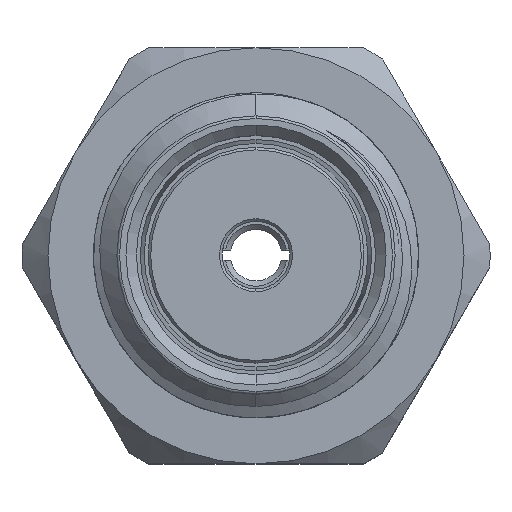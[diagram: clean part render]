
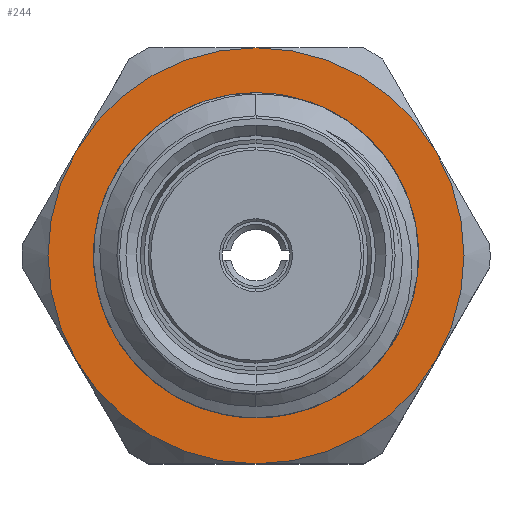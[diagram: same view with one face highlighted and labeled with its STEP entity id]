
A CAD part, top view. The second image highlights one B-rep face of the part: STEP entity #244.
In plain terms, the highlighted planar face has unit normal (0, 0, 1).
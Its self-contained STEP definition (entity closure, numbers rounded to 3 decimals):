
#5 = AXIS2_PLACEMENT_3D ( 'NONE', #2719, #1518, #144 ) ;
#48 = DIRECTION ( 'NONE',  ( 0., 1., 0. ) ) ;
#144 = DIRECTION ( 'NONE',  ( 0., 1., 0. ) ) ;
#213 = DIRECTION ( 'NONE',  ( 0., 1., 0. ) ) ;
#241 = FACE_BOUND ( 'NONE', #2688, .T. ) ;
#244 = ADVANCED_FACE ( 'NONE', ( #241, #2363 ), #1690, .T. ) ;
#309 = CIRCLE ( 'NONE', #2866, 4. ) ;
#418 = CARTESIAN_POINT ( 'NONE',  ( -43.445, 16.364, 13.751 ) ) ;
#443 = EDGE_CURVE ( 'NONE', #1734, #1100, #1324, .T. ) ;
#514 = EDGE_CURVE ( 'NONE', #707, #1652, #676, .T. ) ;
#568 = EDGE_CURVE ( 'NONE', #775, #1734, #3062, .T. ) ;
#597 = CARTESIAN_POINT ( 'NONE',  ( -43.445, 16.364, 13.751 ) ) ;
#637 = CARTESIAN_POINT ( 'NONE',  ( -43.445, 19.264, 13.751 ) ) ;
#638 = ORIENTED_EDGE ( 'NONE', *, *, #2306, .T. ) ;
#676 = CIRCLE ( 'NONE', #2174, 2.9 ) ;
#707 = VERTEX_POINT ( 'NONE', #637 ) ;
#711 = DIRECTION ( 'NONE',  ( 0., 0., 1. ) ) ;
#740 = DIRECTION ( 'NONE',  ( 0., 1., 0. ) ) ;
#775 = VERTEX_POINT ( 'NONE', #1530 ) ;
#945 = DIRECTION ( 'NONE',  ( 0., -1., 0. ) ) ;
#946 = DIRECTION ( 'NONE',  ( 0., 0., -1. ) ) ;
#1031 = ORIENTED_EDGE ( 'NONE', *, *, #1093, .F. ) ;
#1038 = DIRECTION ( 'NONE',  ( 0., 0., -1. ) ) ;
#1093 = EDGE_CURVE ( 'NONE', #2759, #2133, #3060, .T. ) ;
#1100 = VERTEX_POINT ( 'NONE', #3061 ) ;
#1102 = AXIS2_PLACEMENT_3D ( 'NONE', #2761, #1360, #2538 ) ;
#1194 = AXIS2_PLACEMENT_3D ( 'NONE', #3096, #946, #213 ) ;
#1261 = CARTESIAN_POINT ( 'NONE',  ( -39.981, 14.364, 13.751 ) ) ;
#1324 = CIRCLE ( 'NONE', #3078, 4. ) ;
#1354 = DIRECTION ( 'NONE',  ( 0., 0., -1. ) ) ;
#1360 = DIRECTION ( 'NONE',  ( 0., 0., -1. ) ) ;
#1407 = CIRCLE ( 'NONE', #3016, 2.9 ) ;
#1518 = DIRECTION ( 'NONE',  ( 0., 0., -1. ) ) ;
#1519 = DIRECTION ( 'NONE',  ( 0., 0., -1. ) ) ;
#1530 = CARTESIAN_POINT ( 'NONE',  ( -39.981, 18.364, 13.751 ) ) ;
#1553 = DIRECTION ( 'NONE',  ( 0., 0., -1. ) ) ;
#1556 = DIRECTION ( 'NONE',  ( 0., 1., 0. ) ) ;
#1562 = ORIENTED_EDGE ( 'NONE', *, *, #2196, .F. ) ;
#1652 = VERTEX_POINT ( 'NONE', #1920 ) ;
#1690 = PLANE ( 'NONE',  #2724 ) ;
#1734 = VERTEX_POINT ( 'NONE', #1261 ) ;
#1870 = EDGE_CURVE ( 'NONE', #1100, #2839, #2954, .T. ) ;
#1894 = CIRCLE ( 'NONE', #1194, 4. ) ;
#1900 = ORIENTED_EDGE ( 'NONE', *, *, #568, .F. ) ;
#1903 = CARTESIAN_POINT ( 'NONE',  ( -46.909, 14.364, 13.751 ) ) ;
#1920 = CARTESIAN_POINT ( 'NONE',  ( -43.445, 13.464, 13.751 ) ) ;
#1929 = CARTESIAN_POINT ( 'NONE',  ( -43.445, 16.364, 13.751 ) ) ;
#1959 = CARTESIAN_POINT ( 'NONE',  ( -43.445, 16.364, 13.751 ) ) ;
#2048 = EDGE_LOOP ( 'NONE', ( #2901, #1031, #1562, #2066, #2981, #1900 ) ) ;
#2066 = ORIENTED_EDGE ( 'NONE', *, *, #1870, .F. ) ;
#2133 = VERTEX_POINT ( 'NONE', #2881 ) ;
#2174 = AXIS2_PLACEMENT_3D ( 'NONE', #1959, #1519, #2478 ) ;
#2196 = EDGE_CURVE ( 'NONE', #2839, #2759, #1894, .T. ) ;
#2207 = AXIS2_PLACEMENT_3D ( 'NONE', #418, #1354, #1556 ) ;
#2306 = EDGE_CURVE ( 'NONE', #1652, #707, #1407, .T. ) ;
#2328 = CARTESIAN_POINT ( 'NONE',  ( -46.909, 18.364, 13.751 ) ) ;
#2344 = EDGE_CURVE ( 'NONE', #2133, #775, #309, .T. ) ;
#2363 = FACE_OUTER_BOUND ( 'NONE', #2048, .T. ) ;
#2380 = ORIENTED_EDGE ( 'NONE', *, *, #514, .T. ) ;
#2461 = CARTESIAN_POINT ( 'NONE',  ( -43.445, 16.364, 13.751 ) ) ;
#2478 = DIRECTION ( 'NONE',  ( 0., -1., 0. ) ) ;
#2538 = DIRECTION ( 'NONE',  ( 0., 1., 0. ) ) ;
#2655 = CARTESIAN_POINT ( 'NONE',  ( -43.445, 19.064, 13.751 ) ) ;
#2688 = EDGE_LOOP ( 'NONE', ( #638, #2380 ) ) ;
#2719 = CARTESIAN_POINT ( 'NONE',  ( -43.445, 16.364, 13.751 ) ) ;
#2724 = AXIS2_PLACEMENT_3D ( 'NONE', #2655, #711, #945 ) ;
#2738 = DIRECTION ( 'NONE',  ( 0., 0., -1. ) ) ;
#2759 = VERTEX_POINT ( 'NONE', #2328 ) ;
#2761 = CARTESIAN_POINT ( 'NONE',  ( -43.445, 16.364, 13.751 ) ) ;
#2839 = VERTEX_POINT ( 'NONE', #1903 ) ;
#2866 = AXIS2_PLACEMENT_3D ( 'NONE', #597, #1553, #740 ) ;
#2881 = CARTESIAN_POINT ( 'NONE',  ( -43.445, 20.364, 13.751 ) ) ;
#2894 = DIRECTION ( 'NONE',  ( 0., -1., 0. ) ) ;
#2901 = ORIENTED_EDGE ( 'NONE', *, *, #2344, .F. ) ;
#2954 = CIRCLE ( 'NONE', #1102, 4. ) ;
#2981 = ORIENTED_EDGE ( 'NONE', *, *, #443, .F. ) ;
#3016 = AXIS2_PLACEMENT_3D ( 'NONE', #1929, #2738, #2894 ) ;
#3060 = CIRCLE ( 'NONE', #5, 4. ) ;
#3061 = CARTESIAN_POINT ( 'NONE',  ( -43.445, 12.364, 13.751 ) ) ;
#3062 = CIRCLE ( 'NONE', #2207, 4. ) ;
#3078 = AXIS2_PLACEMENT_3D ( 'NONE', #2461, #1038, #48 ) ;
#3096 = CARTESIAN_POINT ( 'NONE',  ( -43.445, 16.364, 13.751 ) ) ;
